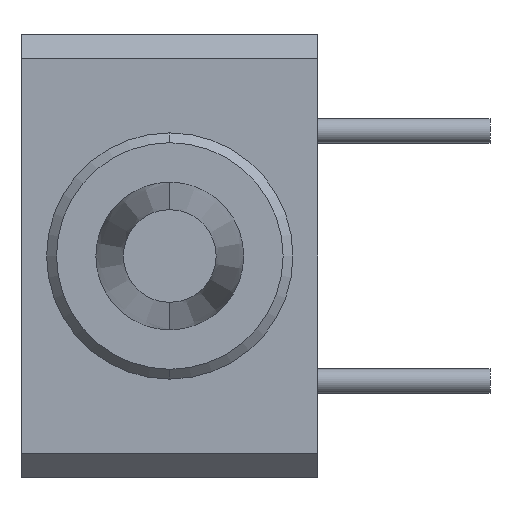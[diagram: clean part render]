
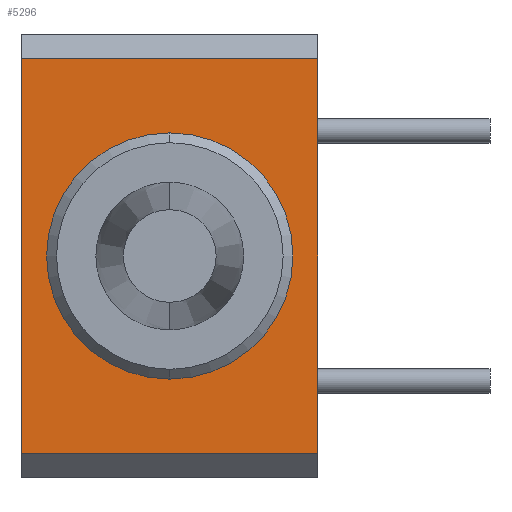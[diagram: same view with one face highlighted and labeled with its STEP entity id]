
A CAD part, left-side view. The second image highlights one B-rep face of the part: STEP entity #5296.
In plain terms, the highlighted planar face has unit normal (-1, 0, 0).
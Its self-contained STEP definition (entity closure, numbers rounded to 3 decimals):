
#148 = EDGE_LOOP ( 'NONE', ( #3731, #8052 ) ) ;
#196 = VERTEX_POINT ( 'NONE', #7674 ) ;
#209 = EDGE_CURVE ( 'NONE', #196, #8368, #6152, .T. ) ;
#418 = VECTOR ( 'NONE', #8842, 1000. ) ;
#599 = DIRECTION ( 'NONE',  ( 1., 0., 0. ) ) ;
#649 = VERTEX_POINT ( 'NONE', #7975 ) ;
#967 = EDGE_CURVE ( 'NONE', #7885, #9799, #7065, .T. ) ;
#1034 = DIRECTION ( 'NONE',  ( -1., 0., 0. ) ) ;
#1400 = DIRECTION ( 'NONE',  ( 0., 0., -1. ) ) ;
#1836 = EDGE_CURVE ( 'NONE', #9799, #9407, #8032, .T. ) ;
#1969 = EDGE_LOOP ( 'NONE', ( #6965, #9272, #3751, #2552 ) ) ;
#1982 = DIRECTION ( 'NONE',  ( 0., 1., 0. ) ) ;
#2090 = DIRECTION ( 'NONE',  ( -1., 0., 0. ) ) ;
#2372 = LINE ( 'NONE', #9090, #4950 ) ;
#2552 = ORIENTED_EDGE ( 'NONE', *, *, #1836, .T. ) ;
#2910 = FACE_BOUND ( 'NONE', #148, .T. ) ;
#2924 = CARTESIAN_POINT ( 'NONE',  ( -6.5, 6., 4.5 ) ) ;
#3259 = CARTESIAN_POINT ( 'NONE',  ( -6.5, 3., 0. ) ) ;
#3409 = VECTOR ( 'NONE', #1982, 1000. ) ;
#3697 = AXIS2_PLACEMENT_3D ( 'NONE', #6639, #2090, #8177 ) ;
#3731 = ORIENTED_EDGE ( 'NONE', *, *, #209, .F. ) ;
#3751 = ORIENTED_EDGE ( 'NONE', *, *, #967, .T. ) ;
#4159 = CIRCLE ( 'NONE', #3697, 2.5 ) ;
#4317 = EDGE_CURVE ( 'NONE', #649, #7885, #5519, .T. ) ;
#4728 = CARTESIAN_POINT ( 'NONE',  ( -6.5, 0., 4. ) ) ;
#4950 = VECTOR ( 'NONE', #6772, 1000. ) ;
#5296 = ADVANCED_FACE ( 'NONE', ( #2910, #6789 ), #5963, .F. ) ;
#5519 = LINE ( 'NONE', #5911, #418 ) ;
#5604 = CARTESIAN_POINT ( 'NONE',  ( -6.5, 6., 4. ) ) ;
#5911 = CARTESIAN_POINT ( 'NONE',  ( -6.5, 6., -4. ) ) ;
#5963 = PLANE ( 'NONE',  #7994 ) ;
#6072 = CARTESIAN_POINT ( 'NONE',  ( -6.5, 0., -4. ) ) ;
#6126 = AXIS2_PLACEMENT_3D ( 'NONE', #3259, #1034, #7838 ) ;
#6152 = CIRCLE ( 'NONE', #6126, 2.5 ) ;
#6251 = CARTESIAN_POINT ( 'NONE',  ( -6.5, 6., 4. ) ) ;
#6639 = CARTESIAN_POINT ( 'NONE',  ( -6.5, 3., 0. ) ) ;
#6698 = CARTESIAN_POINT ( 'NONE',  ( -6.5, 0., 4.5 ) ) ;
#6772 = DIRECTION ( 'NONE',  ( 0., 0., 1. ) ) ;
#6789 = FACE_OUTER_BOUND ( 'NONE', #1969, .T. ) ;
#6965 = ORIENTED_EDGE ( 'NONE', *, *, #9724, .F. ) ;
#7055 = CARTESIAN_POINT ( 'NONE',  ( -6.5, 3., 2.5 ) ) ;
#7065 = LINE ( 'NONE', #6698, #9599 ) ;
#7674 = CARTESIAN_POINT ( 'NONE',  ( -6.5, 3., -2.5 ) ) ;
#7838 = DIRECTION ( 'NONE',  ( 0., 0., 1. ) ) ;
#7885 = VERTEX_POINT ( 'NONE', #6072 ) ;
#7975 = CARTESIAN_POINT ( 'NONE',  ( -6.5, 6., -4. ) ) ;
#7994 = AXIS2_PLACEMENT_3D ( 'NONE', #2924, #599, #1400 ) ;
#8026 = EDGE_CURVE ( 'NONE', #8368, #196, #4159, .T. ) ;
#8032 = LINE ( 'NONE', #6251, #3409 ) ;
#8052 = ORIENTED_EDGE ( 'NONE', *, *, #8026, .F. ) ;
#8177 = DIRECTION ( 'NONE',  ( 0., 0., 1. ) ) ;
#8368 = VERTEX_POINT ( 'NONE', #7055 ) ;
#8842 = DIRECTION ( 'NONE',  ( 0., -1., 0. ) ) ;
#9007 = DIRECTION ( 'NONE',  ( 0., 0., 1. ) ) ;
#9090 = CARTESIAN_POINT ( 'NONE',  ( -6.5, 6., 4.5 ) ) ;
#9272 = ORIENTED_EDGE ( 'NONE', *, *, #4317, .T. ) ;
#9407 = VERTEX_POINT ( 'NONE', #5604 ) ;
#9599 = VECTOR ( 'NONE', #9007, 1000. ) ;
#9724 = EDGE_CURVE ( 'NONE', #649, #9407, #2372, .T. ) ;
#9799 = VERTEX_POINT ( 'NONE', #4728 ) ;
